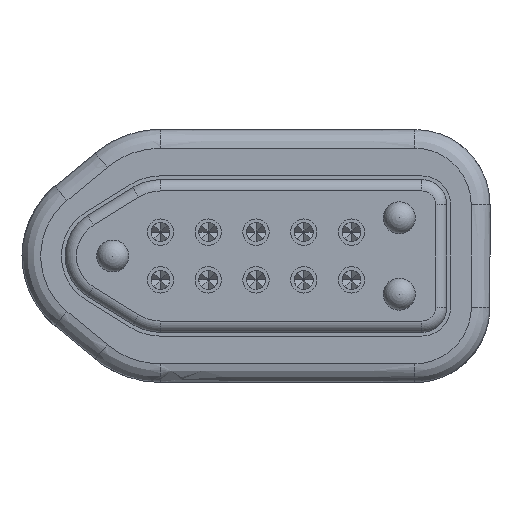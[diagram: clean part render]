
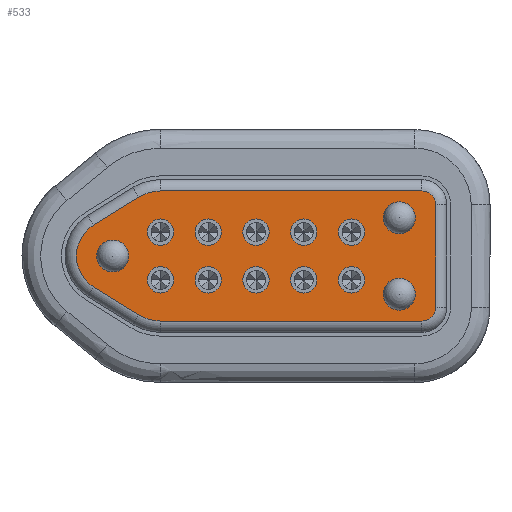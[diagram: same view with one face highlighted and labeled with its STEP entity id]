
A CAD part, front view. The second image highlights one B-rep face of the part: STEP entity #533.
In plain terms, the highlighted planar face has unit normal (0, -1, 0).
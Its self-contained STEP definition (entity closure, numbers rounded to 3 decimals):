
#125 = CARTESIAN_POINT ( 'NONE',  ( -3.117, 3., -1.565 ) ) ;
#255 = CARTESIAN_POINT ( 'NONE',  ( 4.775, 3., 1.365 ) ) ;
#297 = EDGE_CURVE ( 'NONE', #3358, #599, #6974, .T. ) ;
#366 = EDGE_CURVE ( 'NONE', #599, #2779, #5534, .T. ) ;
#380 = CARTESIAN_POINT ( 'NONE',  ( -3.81, 3., 0. ) ) ;
#381 = DIRECTION ( 'NONE',  ( 0., 0., 1. ) ) ;
#478 = CARTESIAN_POINT ( 'NONE',  ( -2.54, 3., -1.73 ) ) ;
#524 = EDGE_CURVE ( 'NONE', #3302, #5196, #7071, .T. ) ;
#533 = ADVANCED_FACE ( 'NONE', ( #3600 ), #1437, .F. ) ;
#599 = VERTEX_POINT ( 'NONE', #1624 ) ;
#794 = CARTESIAN_POINT ( 'NONE',  ( 4.41, 3., 1.365 ) ) ;
#803 = VERTEX_POINT ( 'NONE', #5863 ) ;
#840 = ORIENTED_EDGE ( 'NONE', *, *, #524, .T. ) ;
#875 = AXIS2_PLACEMENT_3D ( 'NONE', #380, #7620, #6914 ) ;
#1060 = ORIENTED_EDGE ( 'NONE', *, *, #2055, .T. ) ;
#1271 = AXIS2_PLACEMENT_3D ( 'NONE', #1912, #5754, #6535 ) ;
#1332 = EDGE_CURVE ( 'NONE', #803, #7550, #3202, .T. ) ;
#1437 = PLANE ( 'NONE',  #6103 ) ;
#1480 = ORIENTED_EDGE ( 'NONE', *, *, #2556, .T. ) ;
#1624 = CARTESIAN_POINT ( 'NONE',  ( -4.319, 3., -0.82 ) ) ;
#1665 = CARTESIAN_POINT ( 'NONE',  ( -3.117, 3., 1.565 ) ) ;
#1746 = CARTESIAN_POINT ( 'NONE',  ( 4.775, 3., -1.365 ) ) ;
#1781 = DIRECTION ( 'NONE',  ( 0., -1., 0. ) ) ;
#1912 = CARTESIAN_POINT ( 'NONE',  ( -2.54, 3., 0.635 ) ) ;
#1913 = LINE ( 'NONE', #7765, #7014 ) ;
#1933 = EDGE_CURVE ( 'NONE', #2779, #803, #6975, .T. ) ;
#2036 = EDGE_CURVE ( 'NONE', #7584, #3302, #5021, .T. ) ;
#2055 = EDGE_CURVE ( 'NONE', #5196, #4058, #3715, .T. ) ;
#2333 = AXIS2_PLACEMENT_3D ( 'NONE', #6265, #1781, #7639 ) ;
#2402 = DIRECTION ( 'NONE',  ( 0.85, 0., -0.527 ) ) ;
#2422 = CARTESIAN_POINT ( 'NONE',  ( -3.686, 3., -1.212 ) ) ;
#2529 = DIRECTION ( 'NONE',  ( 0., 0., 1. ) ) ;
#2556 = EDGE_CURVE ( 'NONE', #7550, #7584, #3486, .T. ) ;
#2673 = VECTOR ( 'NONE', #2529, 1000. ) ;
#2779 = VERTEX_POINT ( 'NONE', #125 ) ;
#3081 = CARTESIAN_POINT ( 'NONE',  ( 4.41, 3., 1.73 ) ) ;
#3202 = LINE ( 'NONE', #478, #4733 ) ;
#3302 = VERTEX_POINT ( 'NONE', #255 ) ;
#3358 = VERTEX_POINT ( 'NONE', #3497 ) ;
#3486 = CIRCLE ( 'NONE', #2333, 0.365 ) ;
#3497 = CARTESIAN_POINT ( 'NONE',  ( -4.319, 3., 0.82 ) ) ;
#3517 = CARTESIAN_POINT ( 'NONE',  ( 4.41, 3., -1.73 ) ) ;
#3600 = FACE_OUTER_BOUND ( 'NONE', #4248, .T. ) ;
#3680 = ORIENTED_EDGE ( 'NONE', *, *, #297, .T. ) ;
#3709 = EDGE_CURVE ( 'NONE', #7445, #3358, #1913, .T. ) ;
#3715 = LINE ( 'NONE', #7697, #6585 ) ;
#3838 = CIRCLE ( 'NONE', #1271, 1.095 ) ;
#4018 = VECTOR ( 'NONE', #2402, 1000. ) ;
#4056 = EDGE_CURVE ( 'NONE', #4058, #7445, #3838, .T. ) ;
#4058 = VERTEX_POINT ( 'NONE', #5834 ) ;
#4119 = DIRECTION ( 'NONE',  ( 0., 0., 1. ) ) ;
#4248 = EDGE_LOOP ( 'NONE', ( #840, #1060, #6307, #8062, #3680, #6351, #6417, #4879, #1480, #4860 ) ) ;
#4343 = AXIS2_PLACEMENT_3D ( 'NONE', #794, #5997, #8042 ) ;
#4423 = DIRECTION ( 'NONE',  ( -1., 0., 0. ) ) ;
#4733 = VECTOR ( 'NONE', #5664, 1000. ) ;
#4860 = ORIENTED_EDGE ( 'NONE', *, *, #2036, .T. ) ;
#4879 = ORIENTED_EDGE ( 'NONE', *, *, #1332, .T. ) ;
#5021 = LINE ( 'NONE', #5099, #2673 ) ;
#5099 = CARTESIAN_POINT ( 'NONE',  ( 4.775, 3., 0.635 ) ) ;
#5144 = DIRECTION ( 'NONE',  ( -0.85, 0., -0.527 ) ) ;
#5196 = VERTEX_POINT ( 'NONE', #3081 ) ;
#5534 = LINE ( 'NONE', #2422, #4018 ) ;
#5664 = DIRECTION ( 'NONE',  ( 1., 0., 0. ) ) ;
#5754 = DIRECTION ( 'NONE',  ( 0., -1., 0. ) ) ;
#5834 = CARTESIAN_POINT ( 'NONE',  ( -2.54, 3., 1.73 ) ) ;
#5863 = CARTESIAN_POINT ( 'NONE',  ( -2.54, 3., -1.73 ) ) ;
#5997 = DIRECTION ( 'NONE',  ( 0., -1., 0. ) ) ;
#6103 = AXIS2_PLACEMENT_3D ( 'NONE', #7298, #6108, #4119 ) ;
#6108 = DIRECTION ( 'NONE',  ( 0., 1., 0. ) ) ;
#6265 = CARTESIAN_POINT ( 'NONE',  ( 4.41, 3., -1.365 ) ) ;
#6307 = ORIENTED_EDGE ( 'NONE', *, *, #4056, .T. ) ;
#6351 = ORIENTED_EDGE ( 'NONE', *, *, #366, .T. ) ;
#6417 = ORIENTED_EDGE ( 'NONE', *, *, #1933, .T. ) ;
#6535 = DIRECTION ( 'NONE',  ( 0., 0., 1. ) ) ;
#6585 = VECTOR ( 'NONE', #4423, 1000. ) ;
#6834 = AXIS2_PLACEMENT_3D ( 'NONE', #6892, #8230, #381 ) ;
#6892 = CARTESIAN_POINT ( 'NONE',  ( -2.54, 3., -0.635 ) ) ;
#6914 = DIRECTION ( 'NONE',  ( 0., 0., 1. ) ) ;
#6974 = CIRCLE ( 'NONE', #875, 0.965 ) ;
#6975 = CIRCLE ( 'NONE', #6834, 1.095 ) ;
#7014 = VECTOR ( 'NONE', #5144, 1000. ) ;
#7071 = CIRCLE ( 'NONE', #4343, 0.365 ) ;
#7298 = CARTESIAN_POINT ( 'NONE',  ( -2.54, 3., 0.635 ) ) ;
#7445 = VERTEX_POINT ( 'NONE', #1665 ) ;
#7550 = VERTEX_POINT ( 'NONE', #3517 ) ;
#7584 = VERTEX_POINT ( 'NONE', #1746 ) ;
#7620 = DIRECTION ( 'NONE',  ( 0., -1., 0. ) ) ;
#7639 = DIRECTION ( 'NONE',  ( 0., 0., 1. ) ) ;
#7697 = CARTESIAN_POINT ( 'NONE',  ( -2.54, 3., 1.73 ) ) ;
#7765 = CARTESIAN_POINT ( 'NONE',  ( -3.117, 3., 1.565 ) ) ;
#8042 = DIRECTION ( 'NONE',  ( 0., 0., 1. ) ) ;
#8062 = ORIENTED_EDGE ( 'NONE', *, *, #3709, .T. ) ;
#8230 = DIRECTION ( 'NONE',  ( 0., -1., 0. ) ) ;
